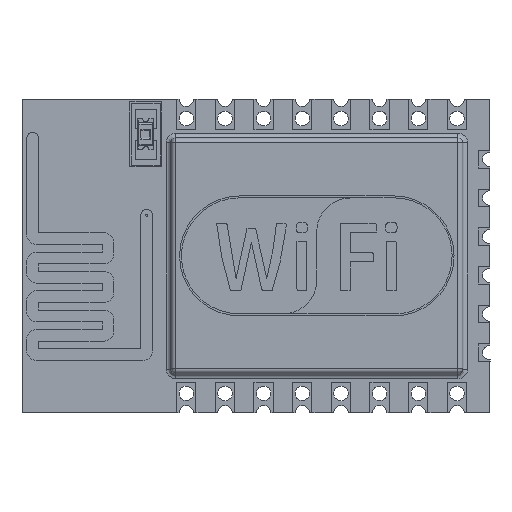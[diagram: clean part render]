
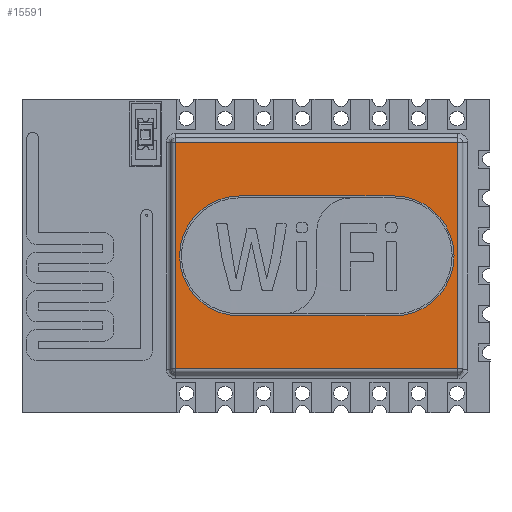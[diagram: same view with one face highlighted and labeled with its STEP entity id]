
A CAD part, top view. The second image highlights one B-rep face of the part: STEP entity #15591.
In plain terms, the highlighted planar face has unit normal (0, 0, 1).
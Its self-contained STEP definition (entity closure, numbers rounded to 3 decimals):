
#208 = CARTESIAN_POINT ( 'NONE',  ( 5.85, 4.15, 3.1 ) ) ;
#411 = CARTESIAN_POINT ( 'NONE',  ( -5.85, 4.15, 3.1 ) ) ;
#972 = CIRCLE ( 'NONE', #14945, 3.1 ) ;
#1496 = EDGE_CURVE ( 'NONE', #4955, #2535, #19447, .T. ) ;
#1751 = CARTESIAN_POINT ( 'NONE',  ( 5.85, 0., 3.1 ) ) ;
#2281 = EDGE_CURVE ( 'NONE', #2535, #12355, #24743, .T. ) ;
#2423 = LINE ( 'NONE', #18056, #13986 ) ;
#2535 = VERTEX_POINT ( 'NONE', #208 ) ;
#3392 = EDGE_LOOP ( 'NONE', ( #14087, #16338, #20559, #9818 ) ) ;
#3396 = VERTEX_POINT ( 'NONE', #21130 ) ;
#3871 = VERTEX_POINT ( 'NONE', #5447 ) ;
#4449 = DIRECTION ( 'NONE',  ( 0., 1., 0. ) ) ;
#4548 = AXIS2_PLACEMENT_3D ( 'NONE', #8272, #14005, #17912 ) ;
#4577 = LINE ( 'NONE', #23424, #11158 ) ;
#4611 = CARTESIAN_POINT ( 'NONE',  ( 0., -10.45, 3.1 ) ) ;
#4947 = CARTESIAN_POINT ( 'NONE',  ( 0., 0.85, 3.1 ) ) ;
#4955 = VERTEX_POINT ( 'NONE', #411 ) ;
#5447 = CARTESIAN_POINT ( 'NONE',  ( -5.85, -10.45, 3.1 ) ) ;
#6287 = DIRECTION ( 'NONE',  ( 0., -1., 0. ) ) ;
#6498 = LINE ( 'NONE', #12362, #17946 ) ;
#6652 = EDGE_CURVE ( 'NONE', #3871, #4955, #4577, .T. ) ;
#7074 = VERTEX_POINT ( 'NONE', #20506 ) ;
#7371 = ORIENTED_EDGE ( 'NONE', *, *, #10806, .F. ) ;
#7656 = FACE_OUTER_BOUND ( 'NONE', #3392, .T. ) ;
#8272 = CARTESIAN_POINT ( 'NONE',  ( 0., 0., 3.1 ) ) ;
#8701 = VERTEX_POINT ( 'NONE', #11296 ) ;
#9149 = CARTESIAN_POINT ( 'NONE',  ( 5.85, -10.45, 3.1 ) ) ;
#9345 = VECTOR ( 'NONE', #16106, 1000. ) ;
#9818 = ORIENTED_EDGE ( 'NONE', *, *, #2281, .F. ) ;
#10264 = ORIENTED_EDGE ( 'NONE', *, *, #11408, .F. ) ;
#10495 = LINE ( 'NONE', #4611, #9345 ) ;
#10796 = ORIENTED_EDGE ( 'NONE', *, *, #14734, .F. ) ;
#10806 = EDGE_CURVE ( 'NONE', #8701, #12971, #6498, .T. ) ;
#11158 = VECTOR ( 'NONE', #4449, 1000. ) ;
#11296 = CARTESIAN_POINT ( 'NONE',  ( 3.1, -7.15, 3.1 ) ) ;
#11408 = EDGE_CURVE ( 'NONE', #3396, #7074, #2423, .T. ) ;
#11957 = DIRECTION ( 'NONE',  ( 1., 0., 0. ) ) ;
#12352 = VECTOR ( 'NONE', #11957, 1000. ) ;
#12355 = VERTEX_POINT ( 'NONE', #9149 ) ;
#12362 = CARTESIAN_POINT ( 'NONE',  ( 3.1, 0., 3.1 ) ) ;
#12971 = VERTEX_POINT ( 'NONE', #19229 ) ;
#13856 = ORIENTED_EDGE ( 'NONE', *, *, #19704, .F. ) ;
#13986 = VECTOR ( 'NONE', #6287, 1000. ) ;
#14005 = DIRECTION ( 'NONE',  ( 0., 0., -1. ) ) ;
#14087 = ORIENTED_EDGE ( 'NONE', *, *, #1496, .F. ) ;
#14434 = DIRECTION ( 'NONE',  ( 0., 0., 1. ) ) ;
#14734 = EDGE_CURVE ( 'NONE', #7074, #8701, #24168, .T. ) ;
#14925 = CARTESIAN_POINT ( 'NONE',  ( 0., -7.15, 3.1 ) ) ;
#14945 = AXIS2_PLACEMENT_3D ( 'NONE', #4947, #14434, #17758 ) ;
#15591 = ADVANCED_FACE ( 'NONE', ( #7656, #22888 ), #21013, .F. ) ;
#15876 = EDGE_CURVE ( 'NONE', #12355, #3871, #10495, .T. ) ;
#16106 = DIRECTION ( 'NONE',  ( -1., 0., 0. ) ) ;
#16338 = ORIENTED_EDGE ( 'NONE', *, *, #6652, .F. ) ;
#17189 = DIRECTION ( 'NONE',  ( -1., 0., 0. ) ) ;
#17678 = VECTOR ( 'NONE', #22970, 1000. ) ;
#17758 = DIRECTION ( 'NONE',  ( -1., 0., 0. ) ) ;
#17912 = DIRECTION ( 'NONE',  ( -1., 0., 0. ) ) ;
#17946 = VECTOR ( 'NONE', #22215, 1000. ) ;
#18056 = CARTESIAN_POINT ( 'NONE',  ( -3.1, 0., 3.1 ) ) ;
#19198 = CARTESIAN_POINT ( 'NONE',  ( 0., 4.15, 3.1 ) ) ;
#19229 = CARTESIAN_POINT ( 'NONE',  ( 3.1, 0.85, 3.1 ) ) ;
#19447 = LINE ( 'NONE', #19198, #12352 ) ;
#19704 = EDGE_CURVE ( 'NONE', #12971, #3396, #972, .T. ) ;
#19896 = EDGE_LOOP ( 'NONE', ( #10796, #10264, #13856, #7371 ) ) ;
#20506 = CARTESIAN_POINT ( 'NONE',  ( -3.1, -7.15, 3.1 ) ) ;
#20555 = AXIS2_PLACEMENT_3D ( 'NONE', #14925, #22643, #17189 ) ;
#20559 = ORIENTED_EDGE ( 'NONE', *, *, #15876, .F. ) ;
#21013 = PLANE ( 'NONE',  #4548 ) ;
#21130 = CARTESIAN_POINT ( 'NONE',  ( -3.1, 0.85, 3.1 ) ) ;
#22215 = DIRECTION ( 'NONE',  ( 0., 1., 0. ) ) ;
#22643 = DIRECTION ( 'NONE',  ( 0., 0., 1. ) ) ;
#22888 = FACE_BOUND ( 'NONE', #19896, .T. ) ;
#22970 = DIRECTION ( 'NONE',  ( 0., -1., 0. ) ) ;
#23424 = CARTESIAN_POINT ( 'NONE',  ( -5.85, 0., 3.1 ) ) ;
#24168 = CIRCLE ( 'NONE', #20555, 3.1 ) ;
#24743 = LINE ( 'NONE', #1751, #17678 ) ;
